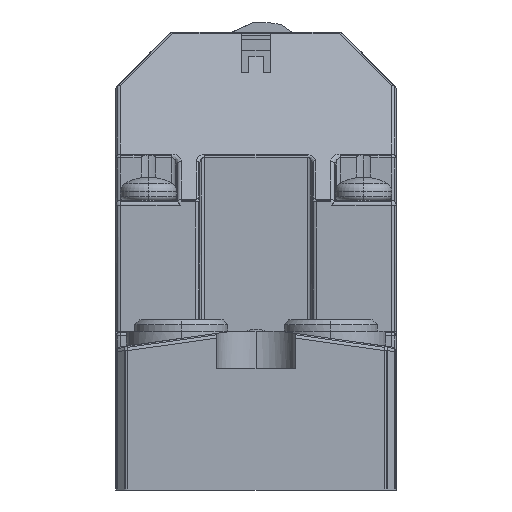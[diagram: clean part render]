
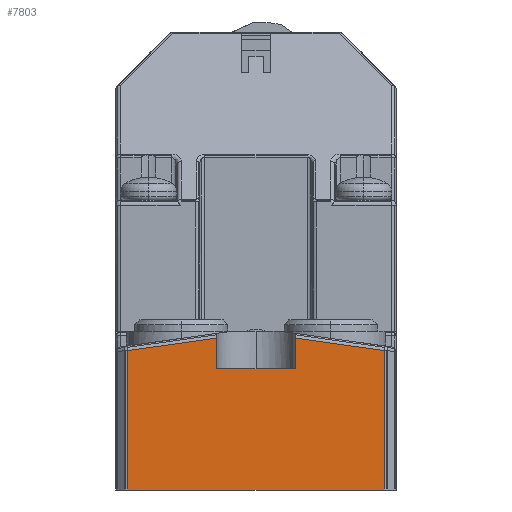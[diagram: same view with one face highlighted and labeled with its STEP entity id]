
A CAD part, front view. The second image highlights one B-rep face of the part: STEP entity #7803.
In plain terms, the highlighted planar face has unit normal (0, -1, 0).
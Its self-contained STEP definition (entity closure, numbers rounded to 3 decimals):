
#7772=AXIS2_PLACEMENT_3D('Plane Axis2P3D',#7769,#7770,#7771) ;
#1767=CARTESIAN_POINT('Vertex',(28.743,0.,0.)) ;
#1770=CARTESIAN_POINT('Line Origine',(15.,0.,0.)) ;
#1774=CARTESIAN_POINT('Vertex',(1.257,0.,0.)) ;
#5968=CARTESIAN_POINT('Line Origine',(15.,0.,13.)) ;
#5972=CARTESIAN_POINT('Vertex',(19.2,0.,13.)) ;
#5974=CARTESIAN_POINT('Vertex',(10.8,0.,13.)) ;
#6644=CARTESIAN_POINT('Vertex',(19.2,0.,16.256)) ;
#6658=CARTESIAN_POINT('Line Origine',(19.2,0.,14.628)) ;
#7541=CARTESIAN_POINT('Line Origine',(24.731,0.,15.479)) ;
#7545=CARTESIAN_POINT('Vertex',(28.743,0.,14.915)) ;
#7577=CARTESIAN_POINT('Line Origine',(28.743,0.,0.)) ;
#7769=CARTESIAN_POINT('Axis2P3D Location',(30.,0.,0.)) ;
#7774=CARTESIAN_POINT('Line Origine',(6.029,0.,15.586)) ;
#7778=CARTESIAN_POINT('Vertex',(1.257,0.,14.915)) ;
#7780=CARTESIAN_POINT('Vertex',(10.8,0.,16.256)) ;
#7783=CARTESIAN_POINT('Line Origine',(1.257,0.,7.458)) ;
#7788=CARTESIAN_POINT('Line Origine',(10.8,0.,14.628)) ;
#1771=DIRECTION('Vector Direction',(1.,0.,0.)) ;
#5969=DIRECTION('Vector Direction',(-1.,0.,0.)) ;
#6659=DIRECTION('Vector Direction',(0.,0.,-1.)) ;
#7542=DIRECTION('Vector Direction',(-0.99,0.,0.139)) ;
#7578=DIRECTION('Vector Direction',(0.,0.,-1.)) ;
#7770=DIRECTION('Axis2P3D Direction',(0.,-1.,0.)) ;
#7771=DIRECTION('Axis2P3D XDirection',(0.,0.,-1.)) ;
#7775=DIRECTION('Vector Direction',(0.99,0.,0.139)) ;
#7784=DIRECTION('Vector Direction',(0.,0.,1.)) ;
#7789=DIRECTION('Vector Direction',(0.,0.,1.)) ;
#1772=VECTOR('Line Direction',#1771,1.) ;
#5970=VECTOR('Line Direction',#5969,1.) ;
#6660=VECTOR('Line Direction',#6659,1.) ;
#7543=VECTOR('Line Direction',#7542,1.) ;
#7579=VECTOR('Line Direction',#7578,1.) ;
#7776=VECTOR('Line Direction',#7775,1.) ;
#7785=VECTOR('Line Direction',#7784,1.) ;
#7790=VECTOR('Line Direction',#7789,1.) ;
#7794=ORIENTED_EDGE('',*,*,#7782,.F.) ;
#7795=ORIENTED_EDGE('',*,*,#7787,.F.) ;
#7796=ORIENTED_EDGE('',*,*,#1776,.T.) ;
#7797=ORIENTED_EDGE('',*,*,#7581,.F.) ;
#7798=ORIENTED_EDGE('',*,*,#7547,.F.) ;
#7799=ORIENTED_EDGE('',*,*,#6662,.T.) ;
#7800=ORIENTED_EDGE('',*,*,#5976,.T.) ;
#7801=ORIENTED_EDGE('',*,*,#7792,.T.) ;
#7803=ADVANCED_FACE('Hauptk\X2\00F6\X0\rper',(#7802),#7773,.T.) ;
#1776=EDGE_CURVE('',#1775,#1768,#1773,.T.) ;
#5976=EDGE_CURVE('',#5973,#5975,#5971,.T.) ;
#6662=EDGE_CURVE('',#6645,#5973,#6661,.T.) ;
#7547=EDGE_CURVE('',#6645,#7546,#7544,.F.) ;
#7581=EDGE_CURVE('',#7546,#1768,#7580,.T.) ;
#7782=EDGE_CURVE('',#7779,#7781,#7777,.T.) ;
#7787=EDGE_CURVE('',#1775,#7779,#7786,.T.) ;
#7792=EDGE_CURVE('',#5975,#7781,#7791,.T.) ;
#7793=EDGE_LOOP('',(#7794,#7795,#7796,#7797,#7798,#7799,#7800,#7801)) ;
#7802=FACE_OUTER_BOUND('',#7793,.T.) ;
#1773=LINE('Line',#1770,#1772) ;
#5971=LINE('Line',#5968,#5970) ;
#6661=LINE('Line',#6658,#6660) ;
#7544=LINE('Line',#7541,#7543) ;
#7580=LINE('Line',#7577,#7579) ;
#7777=LINE('Line',#7774,#7776) ;
#7786=LINE('Line',#7783,#7785) ;
#7791=LINE('Line',#7788,#7790) ;
#7773=PLANE('',#7772) ;
#1768=VERTEX_POINT('',#1767) ;
#1775=VERTEX_POINT('',#1774) ;
#5973=VERTEX_POINT('',#5972) ;
#5975=VERTEX_POINT('',#5974) ;
#6645=VERTEX_POINT('',#6644) ;
#7546=VERTEX_POINT('',#7545) ;
#7779=VERTEX_POINT('',#7778) ;
#7781=VERTEX_POINT('',#7780) ;
